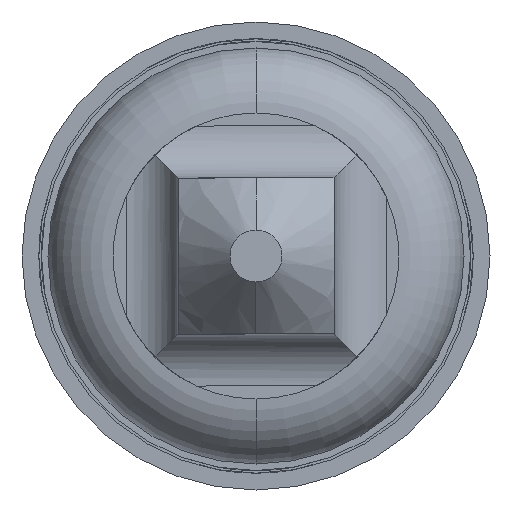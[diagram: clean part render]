
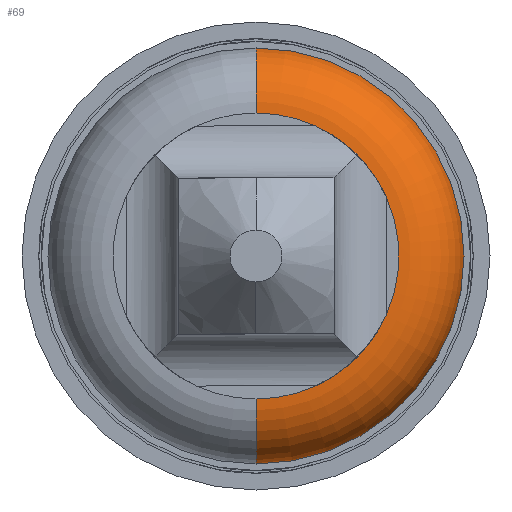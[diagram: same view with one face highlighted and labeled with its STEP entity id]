
A CAD part, front view. The second image highlights one B-rep face of the part: STEP entity #69.
In plain terms, the highlighted toroidal (fillet/blend) face has major radius 0.55 mm and minor radius 0.25 mm.
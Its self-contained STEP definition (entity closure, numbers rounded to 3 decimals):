
#69 = ADVANCED_FACE ( 'Defeature ausgef�hrt3_60', ( #2115 ), #3061, .T. ) ;
#160 = VERTEX_POINT ( 'NONE', #1532 ) ;
#168 = ORIENTED_EDGE ( 'NONE', *, *, #887, .F. ) ;
#208 = CIRCLE ( 'NONE', #1418, 0.55 ) ;
#400 = AXIS2_PLACEMENT_3D ( 'NONE', #1489, #4764, #5147 ) ;
#575 = ORIENTED_EDGE ( 'NONE', *, *, #4801, .F. ) ;
#608 = CARTESIAN_POINT ( 'NONE',  ( 0.229, -28.3, 0.5 ) ) ;
#616 = VERTEX_POINT ( 'NONE', #2369 ) ;
#658 = CARTESIAN_POINT ( 'NONE',  ( 0., -28.3, 0. ) ) ;
#664 = AXIS2_PLACEMENT_3D ( 'NONE', #787, #4899, #1570 ) ;
#680 = EDGE_LOOP ( 'NONE', ( #1379, #4660, #575, #981, #168, #3916, #3135, #1283 ) ) ;
#787 = CARTESIAN_POINT ( 'NONE',  ( 0., -28.05, -0.55 ) ) ;
#802 = AXIS2_PLACEMENT_3D ( 'NONE', #5199, #1443, #1545 ) ;
#818 = DIRECTION ( 'NONE',  ( 0., 1., 0. ) ) ;
#887 = EDGE_CURVE ( 'NONE', #1507, #2026, #1411, .T. ) ;
#929 = EDGE_CURVE ( 'NONE', #2026, #2031, #3054, .T. ) ;
#981 = ORIENTED_EDGE ( 'NONE', *, *, #929, .F. ) ;
#1056 = VERTEX_POINT ( 'NONE', #2866 ) ;
#1145 = CARTESIAN_POINT ( 'NONE',  ( 0., -28.3, 0. ) ) ;
#1267 = CIRCLE ( 'NONE', #5215, 0.8 ) ;
#1269 = CARTESIAN_POINT ( 'NONE',  ( 0., -28.3, 0.55 ) ) ;
#1283 = ORIENTED_EDGE ( 'NONE', *, *, #2803, .T. ) ;
#1355 = CIRCLE ( 'NONE', #400, 0.55 ) ;
#1379 = ORIENTED_EDGE ( 'NONE', *, *, #3760, .F. ) ;
#1411 = CIRCLE ( 'NONE', #4162, 0.55 ) ;
#1418 = AXIS2_PLACEMENT_3D ( 'NONE', #3997, #4414, #3175 ) ;
#1443 = DIRECTION ( 'NONE',  ( -1., 0., 0. ) ) ;
#1489 = CARTESIAN_POINT ( 'NONE',  ( 0., -28.3, 0. ) ) ;
#1507 = VERTEX_POINT ( 'NONE', #608 ) ;
#1532 = CARTESIAN_POINT ( 'NONE',  ( 0.5, -28.3, 0.229 ) ) ;
#1545 = DIRECTION ( 'NONE',  ( 0., 0., 1. ) ) ;
#1570 = DIRECTION ( 'NONE',  ( 0., 0., -1. ) ) ;
#1616 = EDGE_CURVE ( 'NONE', #1507, #160, #208, .T. ) ;
#1621 = CARTESIAN_POINT ( 'NONE',  ( 0., -28.05, 0.8 ) ) ;
#1734 = DIRECTION ( 'NONE',  ( 0., 0., 1. ) ) ;
#1864 = CARTESIAN_POINT ( 'NONE',  ( 0., -28.05, 0. ) ) ;
#2026 = VERTEX_POINT ( 'NONE', #1269 ) ;
#2031 = VERTEX_POINT ( 'NONE', #1621 ) ;
#2045 = DIRECTION ( 'NONE',  ( 0., 0., 1. ) ) ;
#2115 = FACE_OUTER_BOUND ( 'NONE', #680, .T. ) ;
#2145 = DIRECTION ( 'NONE',  ( 0., 1., 0. ) ) ;
#2315 = DIRECTION ( 'NONE',  ( 0., 0., 1. ) ) ;
#2369 = CARTESIAN_POINT ( 'NONE',  ( 0., -28.3, -0.55 ) ) ;
#2381 = AXIS2_PLACEMENT_3D ( 'NONE', #3733, #818, #2558 ) ;
#2388 = CIRCLE ( 'NONE', #4094, 0.55 ) ;
#2536 = AXIS2_PLACEMENT_3D ( 'NONE', #1864, #2145, #1734 ) ;
#2544 = VERTEX_POINT ( 'NONE', #3951 ) ;
#2558 = DIRECTION ( 'NONE',  ( 0., 0., 1. ) ) ;
#2803 = EDGE_CURVE ( 'NONE', #2544, #1056, #4598, .T. ) ;
#2851 = DIRECTION ( 'NONE',  ( 0., -1., 0. ) ) ;
#2866 = CARTESIAN_POINT ( 'NONE',  ( 0.229, -28.3, -0.5 ) ) ;
#2898 = CARTESIAN_POINT ( 'NONE',  ( 0., -28.05, 0. ) ) ;
#3054 = CIRCLE ( 'NONE', #802, 0.25 ) ;
#3061 = TOROIDAL_SURFACE ( 'NONE', #2536, 0.55, 0.25 ) ;
#3135 = ORIENTED_EDGE ( 'NONE', *, *, #4991, .F. ) ;
#3175 = DIRECTION ( 'NONE',  ( 0., 0., 1. ) ) ;
#3521 = DIRECTION ( 'NONE',  ( 0., -1., 0. ) ) ;
#3733 = CARTESIAN_POINT ( 'NONE',  ( 0., -28.3, 0. ) ) ;
#3760 = EDGE_CURVE ( 'NONE', #616, #1056, #2388, .T. ) ;
#3916 = ORIENTED_EDGE ( 'NONE', *, *, #1616, .T. ) ;
#3951 = CARTESIAN_POINT ( 'NONE',  ( 0.5, -28.3, -0.229 ) ) ;
#3997 = CARTESIAN_POINT ( 'NONE',  ( 0., -28.3, 0. ) ) ;
#4032 = EDGE_CURVE ( 'NONE', #616, #4042, #4266, .T. ) ;
#4042 = VERTEX_POINT ( 'NONE', #4371 ) ;
#4094 = AXIS2_PLACEMENT_3D ( 'NONE', #1145, #2851, #2045 ) ;
#4162 = AXIS2_PLACEMENT_3D ( 'NONE', #658, #3521, #2315 ) ;
#4266 = CIRCLE ( 'NONE', #664, 0.25 ) ;
#4371 = CARTESIAN_POINT ( 'NONE',  ( 0., -28.05, -0.8 ) ) ;
#4414 = DIRECTION ( 'NONE',  ( 0., 1., 0. ) ) ;
#4447 = DIRECTION ( 'NONE',  ( 0., 0., 1. ) ) ;
#4531 = DIRECTION ( 'NONE',  ( 0., 1., 0. ) ) ;
#4598 = CIRCLE ( 'NONE', #2381, 0.55 ) ;
#4660 = ORIENTED_EDGE ( 'NONE', *, *, #4032, .T. ) ;
#4764 = DIRECTION ( 'NONE',  ( 0., -1., 0. ) ) ;
#4801 = EDGE_CURVE ( 'NONE', #2031, #4042, #1267, .T. ) ;
#4899 = DIRECTION ( 'NONE',  ( 1., 0., 0. ) ) ;
#4991 = EDGE_CURVE ( 'NONE', #2544, #160, #1355, .T. ) ;
#5147 = DIRECTION ( 'NONE',  ( 0., 0., 1. ) ) ;
#5199 = CARTESIAN_POINT ( 'NONE',  ( 0., -28.05, 0.55 ) ) ;
#5215 = AXIS2_PLACEMENT_3D ( 'NONE', #2898, #4531, #4447 ) ;
